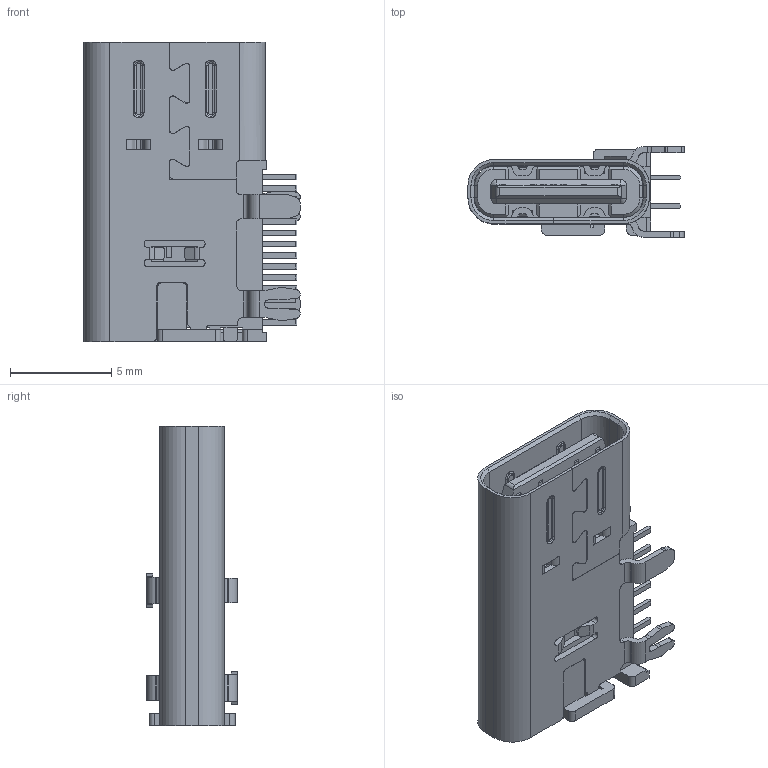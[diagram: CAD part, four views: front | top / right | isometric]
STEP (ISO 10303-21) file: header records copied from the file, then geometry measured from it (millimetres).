
FILE_DESCRIPTION((''),'2;1');
FILE_NAME('TYPE-C_14PIN____0001','2024-07-20T15:58:14',('Administrator'),(''),'CREO PARAMETRIC BY PTC INC, 2020154','CREO PARAMETRIC BY PTC INC, 2020154','');
FILE_SCHEMA(('AUTOMOTIVE_DESIGN { 1 0 10303 214 1 1 1 1 }'));
Length unit declared in the file: millimetre
Products named in the file (1): TYPE-C_14PIN____0001
Bounding box: 10.65 x 4.46 x 14.75 mm (x, y, z)
Volume: 308.6 mm3; surface area: 983 mm2
Topology: 1 solids, 6 shells, 867 faces, 2467 edges, 1626 vertices
Faces by surface type: plane 569, cylinder 250, torus 32, cone 16
Entity records: 36602 total; most frequent: CARTESIAN_POINT 5397, ORIENTED_EDGE 4934, DIRECTION 4738, PRESENTATION_STYLE_ASSIGNMENT 2468, STYLED_ITEM 2468, CURVE_STYLE 2467, EDGE_CURVE 2467, VECTOR 1802
